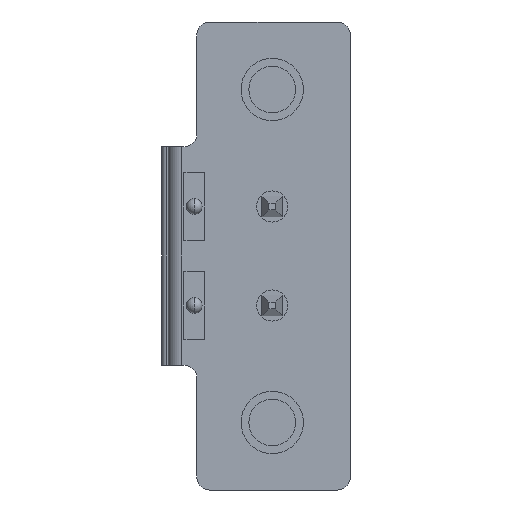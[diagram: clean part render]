
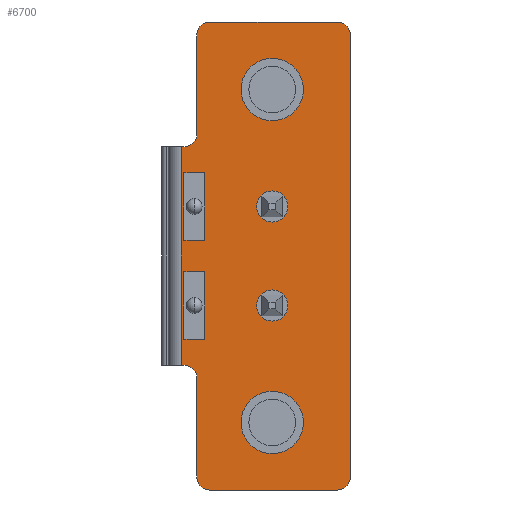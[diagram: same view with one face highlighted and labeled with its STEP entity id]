
A CAD part, front view. The second image highlights one B-rep face of the part: STEP entity #6700.
In plain terms, the highlighted face is planar.
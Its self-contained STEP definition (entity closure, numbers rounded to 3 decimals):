
#490=CARTESIAN_POINT('',(0.,0.,7.1));
#500=DIRECTION('',(0.,1.,0.));
#510=VECTOR('',#500,1.);
#520=LINE('',#490,#510);
#530=CARTESIAN_POINT('',(0.,0.5,7.1));
#540=VERTEX_POINT('',#530);
#550=CARTESIAN_POINT('',(0.,5.4,7.1));
#560=VERTEX_POINT('',#550);
#570=EDGE_CURVE('',#540,#560,#520,.T.);
#1350=CARTESIAN_POINT('',(0.,0.,6.6));
#1360=VERTEX_POINT('',#1350);
#1390=CARTESIAN_POINT('',(0.,0.5,6.6));
#1400=DIRECTION('',(-1.,0.,0.));
#1410=DIRECTION('',(0.,1.,0.));
#1420=AXIS2_PLACEMENT_3D('',#1390,#1400,#1410);
#1430=CIRCLE('',#1420,0.5);
#1440=EDGE_CURVE('',#1360,#540,#1430,.T.);
#2230=CARTESIAN_POINT('',(0.,1.8,4.5));
#2240=VERTEX_POINT('',#2230);
#2270=CARTESIAN_POINT('',(0.,3.,4.5));
#2280=DIRECTION('',(-1.,0.,0.));
#2290=DIRECTION('',(0.,-1.,0.));
#2300=AXIS2_PLACEMENT_3D('',#2270,#2280,#2290);
#2310=CIRCLE('',#2300,1.2);
#2320=CARTESIAN_POINT('',(0.,4.2,4.5));
#2330=VERTEX_POINT('',#2320);
#2340=EDGE_CURVE('',#2330,#2240,#2310,.T.);
#4250=CARTESIAN_POINT('',(0.,6.5,-6.11));
#4260=VERTEX_POINT('',#4250);
#4290=CARTESIAN_POINT('',(0.,0.,-6.11));
#4300=DIRECTION('',(0.,1.,0.));
#4310=VECTOR('',#4300,1.);
#4320=LINE('',#4290,#4310);
#4330=CARTESIAN_POINT('',(0.,6.4,-6.11));
#4340=VERTEX_POINT('',#4330);
#4350=EDGE_CURVE('',#4340,#4260,#4320,.T.);
#4530=CARTESIAN_POINT('',(0.,5.25,0.));
#4540=DIRECTION('',(-1.,0.,0.));
#4550=DIRECTION('',(0.,1.,0.));
#4560=AXIS2_PLACEMENT_3D('',#4530,#4540,#4550);
#4570=PLANE('',#4560);
#4580=CARTESIAN_POINT('',(0.,3.,-3.81));
#4590=DIRECTION('',(-1.,0.,0.));
#4600=DIRECTION('',(0.,-1.,0.));
#4610=AXIS2_PLACEMENT_3D('',#4580,#4590,#4600);
#4620=CIRCLE('',#4610,0.6);
#4630=CARTESIAN_POINT('',(0.,3.6,-3.81));
#4640=VERTEX_POINT('',#4630);
#4650=CARTESIAN_POINT('',(0.,2.4,-3.81));
#4660=VERTEX_POINT('',#4650);
#4670=EDGE_CURVE('',#4640,#4660,#4620,.T.);
#4680=ORIENTED_EDGE('',*,*,#4670,.F.);
#4690=EDGE_CURVE('',#4660,#4640,#4620,.T.);
#4700=ORIENTED_EDGE('',*,*,#4690,.F.);
#4710=EDGE_LOOP('',(#4700,#4680));
#4720=FACE_BOUND('',#4710,.T.);
#4730=EDGE_CURVE('',#2240,#2330,#2310,.T.);
#4740=ORIENTED_EDGE('',*,*,#4730,.F.);
#4750=ORIENTED_EDGE('',*,*,#2340,.F.);
#4760=EDGE_LOOP('',(#4750,#4740));
#4770=FACE_BOUND('',#4760,.T.);
#4780=CARTESIAN_POINT('',(0.,3.,-8.31));
#4790=DIRECTION('',(-1.,0.,0.));
#4800=DIRECTION('',(0.,-1.,0.));
#4810=AXIS2_PLACEMENT_3D('',#4780,#4790,#4800);
#4820=CIRCLE('',#4810,1.2);
#4830=CARTESIAN_POINT('',(0.,1.8,-8.31));
#4840=VERTEX_POINT('',#4830);
#4850=CARTESIAN_POINT('',(0.,4.2,-8.31))
;
#4860=VERTEX_POINT('',#4850);
#4870=EDGE_CURVE('',#4840,#4860,#4820,.T.);
#4880=ORIENTED_EDGE('',*,*,#4870,.F.);
#4890=EDGE_CURVE('',#4860,#4840,#4820,.T.);
#4900=ORIENTED_EDGE('',*,*,#4890,.F.);
#4910=EDGE_LOOP('',(#4900,#4880));
#4920=FACE_BOUND('',#4910,.T.);
#4930=CARTESIAN_POINT('',(0.,0.5,-10.41));
#4940=DIRECTION('',(-1.,0.,0.));
#4950=DIRECTION('',(0.,1.,0.));
#4960=AXIS2_PLACEMENT_3D('',#4930,#4940,#4950);
#4970=CIRCLE('',#4960,0.5);
#4980=CARTESIAN_POINT('',(0.,0.5,-10.91));
#4990=VERTEX_POINT('',#4980);
#5000=CARTESIAN_POINT('',(0.,0.,-10.41));
#5010=VERTEX_POINT('',#5000);
#5020=EDGE_CURVE('',#4990,#5010,#4970,.T.);
#5030=ORIENTED_EDGE('',*,*,#5020,.T.);
#5040=CARTESIAN_POINT('',(0.,0.,-10.91));
#5050=DIRECTION('',(0.,1.,0.));
#5060=VECTOR('',#5050,1.);
#5070=LINE('',#5040,#5060);
#5080=CARTESIAN_POINT('',(0.,5.4,-10.91))
;
#5090=VERTEX_POINT('',#5080);
#5100=EDGE_CURVE('',#4990,#5090,#5070,.T.);
#5110=ORIENTED_EDGE('',*,*,#5100,.F.);
#5120=CARTESIAN_POINT('',(0.,5.4,-10.41));
#5130=DIRECTION('',(1.,0.,0.));
#5140=DIRECTION('',(0.,-1.,0.));
#5150=AXIS2_PLACEMENT_3D('',#5120,#5130,#5140);
#5160=CIRCLE('',#5150,0.5);
#5170=CARTESIAN_POINT('',(0.,5.9,-10.41)
);
#5180=VERTEX_POINT('',#5170);
#5190=EDGE_CURVE('',#5090,#5180,#5160,.T.);
#5200=ORIENTED_EDGE('',*,*,#5190,.F.);
#5210=CARTESIAN_POINT('',(0.,5.9,0.));
#5220=DIRECTION('',(0.,0.,1.));
#5230=VECTOR('',#5220,1.);
#5240=LINE('',#5210,#5230);
#5250=CARTESIAN_POINT('',(0.,5.9,-6.61));
#5260=VERTEX_POINT('',#5250);
#5270=EDGE_CURVE('',#5180,#5260,#5240,.T.);
#5280=ORIENTED_EDGE('',*,*,#5270,.F.);
#5290=CARTESIAN_POINT('',(0.,6.4,-6.61));
#5300=DIRECTION('',(-1.,0.,0.));
#5310=DIRECTION('',(0.,1.,0.));
#5320=AXIS2_PLACEMENT_3D('',#5290,#5300,#5310);
#5330=CIRCLE('',#5320,0.5);
#5340=EDGE_CURVE('',#5260,#4340,#5330,.T.);
#5350=ORIENTED_EDGE('',*,*,#5340,.F.);
#5360=ORIENTED_EDGE('',*,*,#4350,.F.);
#5370=CARTESIAN_POINT('',(0.,6.5,0.));
#5380=DIRECTION('',(0.,0.,1.));
#5390=VECTOR('',#5380,1.);
#5400=LINE('',#5370,#5390);
#5410=CARTESIAN_POINT('',(0.,6.5,2.3));
#5420=VERTEX_POINT('',#5410);
#5430=EDGE_CURVE('',#4260,#5420,#5400,.T.);
#5440=ORIENTED_EDGE('',*,*,#5430,.F.);
#5450=CARTESIAN_POINT('',(0.,0.,2.3));
#5460=DIRECTION('',(0.,-1.,0.));
#5470=VECTOR('',#5460,1.);
#5480=LINE('',#5450,#5470);
#5490=CARTESIAN_POINT('',(0.,6.4,2.3));
#5500=VERTEX_POINT('',#5490);
#5510=EDGE_CURVE('',#5420,#5500,#5480,.T.);
#5520=ORIENTED_EDGE('',*,*,#5510,.F.);
#5530=CARTESIAN_POINT('',(0.,6.4,2.8));
#5540=DIRECTION('',(-1.,0.,0.));
#5550=DIRECTION('',(0.,1.,0.));
#5560=AXIS2_PLACEMENT_3D('',#5530,#5540,#5550);
#5570=CIRCLE('',#5560,0.5);
#5580=CARTESIAN_POINT('',(0.,5.9,2.8));
#5590=VERTEX_POINT('',#5580);
#5600=EDGE_CURVE('',#5500,#5590,#5570,.T.);
#5610=ORIENTED_EDGE('',*,*,#5600,.F.);
#5620=CARTESIAN_POINT('',(0.,5.9,0.));
#5630=DIRECTION('',(0.,0.,1.));
#5640=VECTOR('',#5630,1.);
#5650=LINE('',#5620,#5640);
#5660=CARTESIAN_POINT('',(0.,5.9,6.6));
#5670=VERTEX_POINT('',#5660);
#5680=EDGE_CURVE('',#5590,#5670,#5650,.T.);
#5690=ORIENTED_EDGE('',*,*,#5680,.F.);
#5700=CARTESIAN_POINT('',(0.,5.4,6.6));
#5710=DIRECTION('',(1.,0.,0.));
#5720=DIRECTION('',(0.,-1.,0.));
#5730=AXIS2_PLACEMENT_3D('',#5700,#5710,#5720);
#5740=CIRCLE('',#5730,0.5);
#5750=EDGE_CURVE('',#5670,#560,#5740,.T.);
#5760=ORIENTED_EDGE('',*,*,#5750,.F.);
#5770=ORIENTED_EDGE('',*,*,#570,.T.);
#5780=ORIENTED_EDGE('',*,*,#1440,.T.);
#5790=CARTESIAN_POINT('',(0.,0.,0.));
#5800=DIRECTION('',(0.,0.,-1.));
#5810=VECTOR('',#5800,1.);
#5820=LINE('',#5790,#5810);
#5830=EDGE_CURVE('',#1360,#5010,#5820,.T.);
#5840=ORIENTED_EDGE('',*,*,#5830,.F.);
#5850=EDGE_LOOP('',(#5840,#5780,#5770,#5760,#5690,#5610,#5520,#5440,
#5360,#5350,#5280,#5200,#5110,#5030));
#5860=FACE_OUTER_BOUND('',#5850,.T.);
#5870=CARTESIAN_POINT('',(0.,0.,-5.11));
#5880=DIRECTION('',(0.,-1.,0.));
#5890=VECTOR('',#5880,1.);
#5900=LINE('',#5870,#5890);
#5910=CARTESIAN_POINT('',(0.,6.4,-5.11));
#5920=VERTEX_POINT('',#5910);
#5930=CARTESIAN_POINT('',(0.,5.6,-5.11));
#5940=VERTEX_POINT('',#5930);
#5950=EDGE_CURVE('',#5920,#5940,#5900,.T.);
#5960=ORIENTED_EDGE('',*,*,#5950,.F.);
#5970=CARTESIAN_POINT('',(0.,5.6,0.));
#5980=DIRECTION('',(0.,0.,1.));
#5990=VECTOR('',#5980,1.);
#6000=LINE('',#5970,#5990);
#6010=CARTESIAN_POINT('',(0.,5.6,-2.51));
#6020=VERTEX_POINT('',#6010);
#6030=EDGE_CURVE('',#5940,#6020,#6000,.T.);
#6040=ORIENTED_EDGE('',*,*,#6030,.F.);
#6050=CARTESIAN_POINT('',(0.,0.,-2.51));
#6060=DIRECTION('',(0.,-1.,0.));
#6070=VECTOR('',#6060,1.);
#6080=LINE('',#6050,#6070);
#6090=CARTESIAN_POINT('',(0.,6.4,-2.51));
#6100=VERTEX_POINT('',#6090);
#6110=EDGE_CURVE('',#6100,#6020,#6080,.T.);
#6120=ORIENTED_EDGE('',*,*,#6110,.T.);
#6130=CARTESIAN_POINT('',(0.,6.4,0.));
#6140=DIRECTION('',(0.,0.,-1.));
#6150=VECTOR('',#6140,1.);
#6160=LINE('',#6130,#6150);
#6170=EDGE_CURVE('',#6100,#5920,#6160,.T.);
#6180=ORIENTED_EDGE('',*,*,#6170,.F.);
#6190=EDGE_LOOP('',(#6180,#6120,#6040,#5960));
#6200=FACE_BOUND('',#6190,.T.);
#6210=CARTESIAN_POINT('',(0.,3.,0.));
#6220=DIRECTION('',(-1.,0.,0.));
#6230=DIRECTION('',(0.,-1.,0.));
#6240=AXIS2_PLACEMENT_3D('',#6210,#6220,#6230);
#6250=CIRCLE('',#6240,0.6);
#6260=CARTESIAN_POINT('',(0.,2.4,0.));
#6270=VERTEX_POINT('',#6260);
#6280=CARTESIAN_POINT('',(0.,3.6,0.));
#6290=VERTEX_POINT('',#6280);
#6300=EDGE_CURVE('',#6270,#6290,#6250,.T.);
#6310=ORIENTED_EDGE('',*,*,#6300,.F.);
#6320=EDGE_CURVE('',#6290,#6270,#6250,.T.);
#6330=ORIENTED_EDGE('',*,*,#6320,.F.);
#6340=EDGE_LOOP('',(#6330,#6310));
#6350=FACE_BOUND('',#6340,.T.);
#6360=CARTESIAN_POINT('',(0.,0.,1.3));
#6370=DIRECTION('',(0.,1.,0.));
#6380=VECTOR('',#6370,1.);
#6390=LINE('',#6360,#6380);
#6400=CARTESIAN_POINT('',(0.,5.6,1.3));
#6410=VERTEX_POINT('',#6400);
#6420=CARTESIAN_POINT('',(0.,6.4,1.3));
#6430=VERTEX_POINT('',#6420);
#6440=EDGE_CURVE('',#6410,#6430,#6390,.T.);
#6450=ORIENTED_EDGE('',*,*,#6440,.F.);
#6460=CARTESIAN_POINT('',(0.,6.4,0.));
#6470=DIRECTION('',(0.,0.,-1.));
#6480=VECTOR('',#6470,1.);
#6490=LINE('',#6460,#6480);
#6500=CARTESIAN_POINT('',(0.,6.4,-1.3));
#6510=VERTEX_POINT('',#6500);
#6520=EDGE_CURVE('',#6430,#6510,#6490,.T.);
#6530=ORIENTED_EDGE('',*,*,#6520,.F.);
#6540=CARTESIAN_POINT('',(0.,0.,-1.3));
#6550=DIRECTION('',(0.,1.,0.));
#6560=VECTOR('',#6550,1.);
#6570=LINE('',#6540,#6560);
#6580=CARTESIAN_POINT('',(0.,5.6,-1.3));
#6590=VERTEX_POINT('',#6580);
#6600=EDGE_CURVE('',#6590,#6510,#6570,.T.);
#6610=ORIENTED_EDGE('',*,*,#6600,.T.);
#6620=CARTESIAN_POINT('',(0.,5.6,0.));
#6630=DIRECTION('',(0.,0.,1.));
#6640=VECTOR('',#6630,1.);
#6650=LINE('',#6620,#6640);
#6660=EDGE_CURVE('',#6590,#6410,#6650,.T.);
#6670=ORIENTED_EDGE('',*,*,#6660,.F.);
#6680=EDGE_LOOP('',(#6670,#6610,#6530,#6450));
#6690=FACE_BOUND('',#6680,.T.);
#6700=ADVANCED_FACE('',(#4720,#4770,#4920,#5860,#6200,#6350,#6690),#4570
,.T.);
